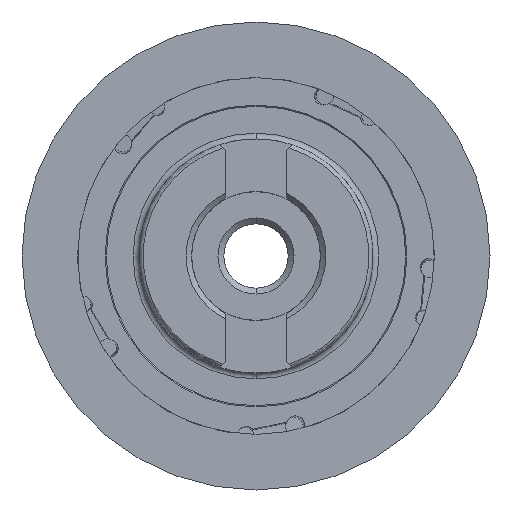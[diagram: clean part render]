
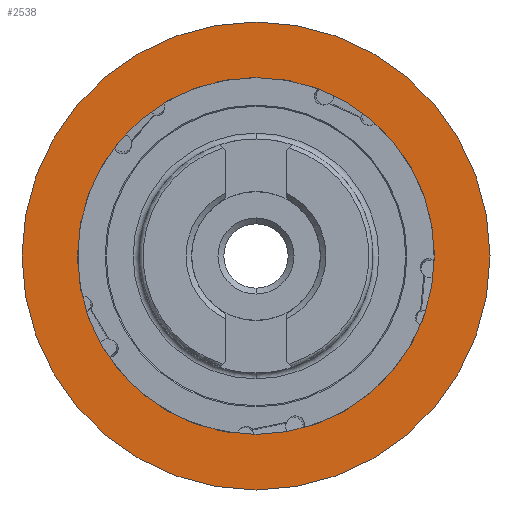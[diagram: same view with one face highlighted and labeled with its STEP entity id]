
A CAD part, left-side view. The second image highlights one B-rep face of the part: STEP entity #2538.
In plain terms, the highlighted planar face has unit normal (-1, 0, 0).
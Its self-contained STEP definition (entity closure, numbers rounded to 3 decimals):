
#49 = CARTESIAN_POINT ( 'NONE',  ( -5.7, 0., 40. ) ) ;
#107 = CARTESIAN_POINT ( 'NONE',  ( -5.7, 0., -30.5 ) ) ;
#362 = CARTESIAN_POINT ( 'NONE',  ( -5.7, 0., 0. ) ) ;
#363 = DIRECTION ( 'NONE',  ( 1., 0., 0. ) ) ;
#364 = DIRECTION ( 'NONE',  ( 0., 0., -1. ) ) ;
#789 = CARTESIAN_POINT ( 'NONE',  ( -5.7, 0., -40. ) ) ;
#1337 = VERTEX_POINT ( 'NONE', #2381 ) ;
#1897 = CARTESIAN_POINT ( 'NONE',  ( -5.7, 0., 0. ) ) ;
#1898 = DIRECTION ( 'NONE',  ( 1., 0., 0. ) ) ;
#1901 = DIRECTION ( 'NONE',  ( 0., 0., -1. ) ) ;
#1907 = CARTESIAN_POINT ( 'NONE',  ( -5.7, 0., 0. ) ) ;
#1908 = DIRECTION ( 'NONE',  ( 1., 0., 0. ) ) ;
#1910 = DIRECTION ( 'NONE',  ( 0., 0., -1. ) ) ;
#2333 = DIRECTION ( 'NONE',  ( 0., 0., 1. ) ) ;
#2349 = DIRECTION ( 'NONE',  ( -1., 0., 0. ) ) ;
#2351 = CARTESIAN_POINT ( 'NONE',  ( -5.7, 30.5, 0. ) ) ;
#2381 = CARTESIAN_POINT ( 'NONE',  ( -5.7, 0., 30.5 ) ) ;
#2470 = PLANE ( 'NONE',  #4449 ) ;
#2538 = ADVANCED_FACE ( 'NONE', ( #3863, #3873 ), #2470, .T. ) ;
#2642 = CIRCLE ( 'NONE', #3401, 40. ) ;
#2671 = CIRCLE ( 'NONE', #3408, 30.5 ) ;
#2774 = EDGE_LOOP ( 'NONE', ( #2818, #2819 ) ) ;
#2802 = EDGE_LOOP ( 'NONE', ( #2816, #2817 ) ) ;
#2816 = ORIENTED_EDGE ( 'NONE', *, *, #4434, .T. ) ;
#2817 = ORIENTED_EDGE ( 'NONE', *, *, #4166, .T. ) ;
#2818 = ORIENTED_EDGE ( 'NONE', *, *, #3851, .F. ) ;
#2819 = ORIENTED_EDGE ( 'NONE', *, *, #4433, .F. ) ;
#2916 = AXIS2_PLACEMENT_3D ( 'NONE', #1897, #1898, #1901 ) ;
#2918 = AXIS2_PLACEMENT_3D ( 'NONE', #1907, #1908, #1910 ) ;
#2919 = CIRCLE ( 'NONE', #2916, 40. ) ;
#2921 = CIRCLE ( 'NONE', #2918, 30.5 ) ;
#3401 = AXIS2_PLACEMENT_3D ( 'NONE', #4209, #4207, #4206 ) ;
#3408 = AXIS2_PLACEMENT_3D ( 'NONE', #362, #363, #364 ) ;
#3533 = VERTEX_POINT ( 'NONE', #789 ) ;
#3680 = VERTEX_POINT ( 'NONE', #49 ) ;
#3698 = VERTEX_POINT ( 'NONE', #107 ) ;
#3851 = EDGE_CURVE ( 'NONE', #3533, #3680, #2642, .T. ) ;
#3863 = FACE_BOUND ( 'NONE', #2802, .T. ) ;
#3873 = FACE_OUTER_BOUND ( 'NONE', #2774, .T. ) ;
#4166 = EDGE_CURVE ( 'NONE', #1337, #3698, #2671, .T. ) ;
#4206 = DIRECTION ( 'NONE',  ( 0., 0., -1. ) ) ;
#4207 = DIRECTION ( 'NONE',  ( 1., 0., 0. ) ) ;
#4209 = CARTESIAN_POINT ( 'NONE',  ( -5.7, 0., 0. ) ) ;
#4433 = EDGE_CURVE ( 'NONE', #3680, #3533, #2919, .T. ) ;
#4434 = EDGE_CURVE ( 'NONE', #3698, #1337, #2921, .T. ) ;
#4449 = AXIS2_PLACEMENT_3D ( 'NONE', #2351, #2349, #2333 ) ;
